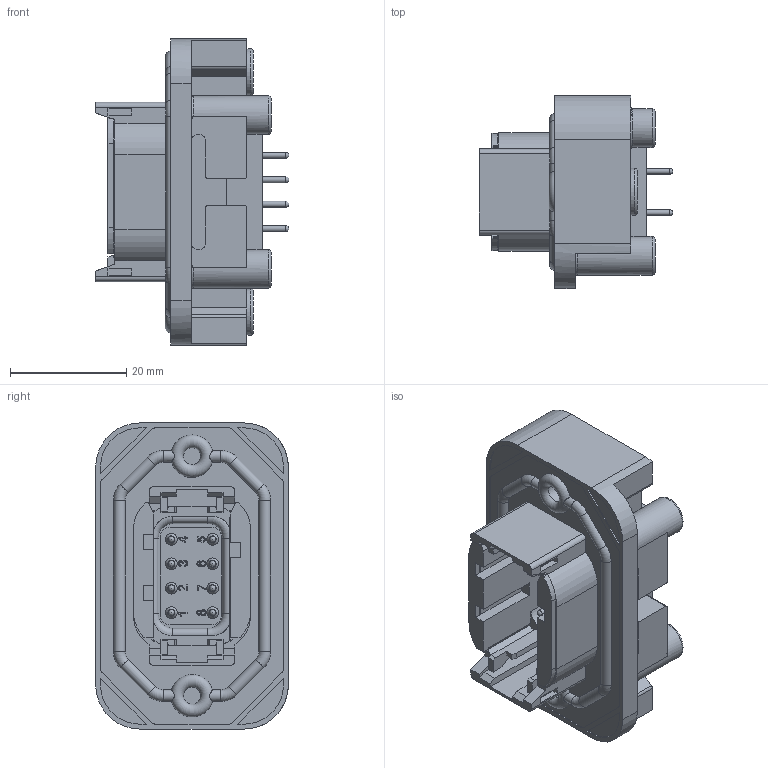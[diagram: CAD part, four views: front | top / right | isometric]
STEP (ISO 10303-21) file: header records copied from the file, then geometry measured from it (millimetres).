
FILE_DESCRIPTION(/* description */ ('STEP AP214'),/* implementation_level */ '2;1');
FILE_NAME(/* name */ 'ATM15-08PA-BM01',/* time_stamp */ '2023-07-04T01:10:07+02:00',/* author */ ('License CC BY-ND 4.0'),/* organization */ ('CADENAS'),/* preprocessor_version */ 'ST-DEVELOPER v19.3',/* originating_system */ 'PARTsolutions',/* authorisation */ ' ');
FILE_SCHEMA (('AUTOMOTIVE_DESIGN {1 0 10303 214 3 1 1}'));
Length unit declared in the file: millimetre
Products named in the file (1): ATM15-08PA-BM01
Bounding box: 33.25 x 33.1 x 52.56 mm (x, y, z)
Volume: 21336.7 mm3; surface area: 10466.7 mm2
Topology: 1 solids, 1 shells, 506 faces, 1375 edges, 904 vertices
Faces by surface type: plane 319, cylinder 137, torus 26, sphere 16, cone 8
Full cylindrical faces by diameter (mm): 0.506 x1, 0.616 x1, 1 x16, 3.3 x4, 3.7 x2, 6.6 x4, 8.1 x2
Entity records: 19002 total; most frequent: CARTESIAN_POINT 2848, DIRECTION 2590, ORIENTED_EDGE 2570, EDGE_CURVE 1285, LINE 902, VECTOR 902, VERTEX_POINT 876, AXIS2_PLACEMENT_3D 844
